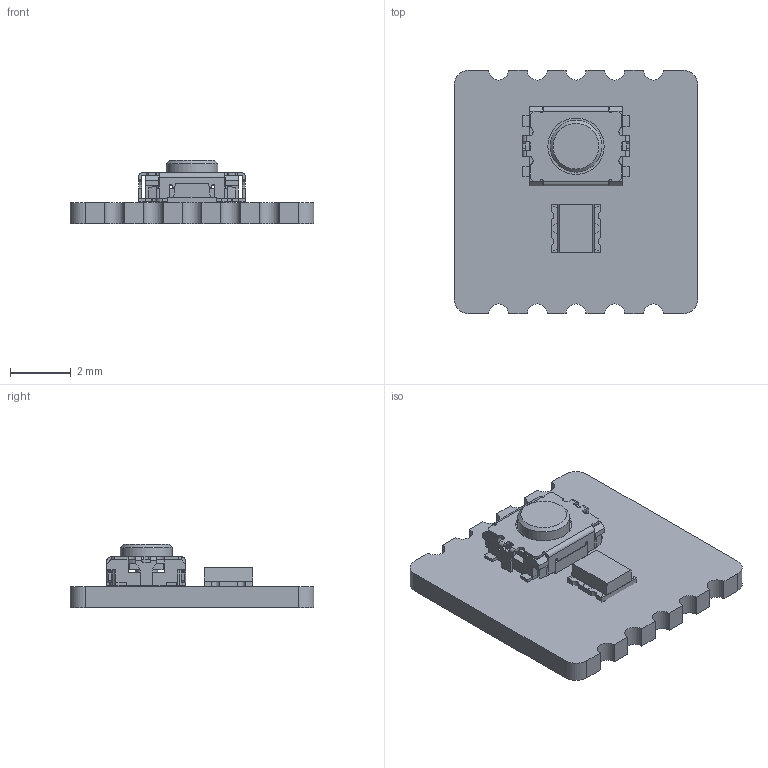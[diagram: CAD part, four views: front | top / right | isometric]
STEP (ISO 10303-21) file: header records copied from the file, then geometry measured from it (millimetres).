
FILE_DESCRIPTION(('KiCad electronic assembly'),'2;1');
FILE_NAME('v3-sub-for-step.step','2023-07-19T14:02:35',('Pcbnew'),( 'Kicad'),'Open CASCADE STEP processor 7.6','KiCad to STEP converter' ,'Unknown');
FILE_SCHEMA(('AUTOMOTIVE_DESIGN { 1 0 10303 214 1 1 1 1 }'));
Length unit declared in the file: millimetre
Products named in the file (6): v3-sub-for-step 1; APTF1616; COMPOUND; 435171014816; _autosave-v3-sub-for-step PCB
Assembly tree (5 placements, depth 3):
  v3-sub-for-step 1
    APTF1616
      COMPOUND
    435171014816
      COMPOUND
    _autosave-v3-sub-for-step PCB
Bounding box: 8 x 8 x 2.07 mm (x, y, z)
Volume: 51.1 mm3; surface area: 228.2 mm2
Topology: 19 solids, 19 shells, 743 faces, 1999 edges, 1321 vertices
Faces by surface type: plane 504, cylinder 122, bspline 116, cone 1
Full cylindrical faces by diameter (mm): 0.2 x1, 0.75 x1, 1.7 x1, 1.85 x1
Entity records: 56549 total; most frequent: CARTESIAN_POINT 14381, DIRECTION 6950, LINE 4977, VECTOR 4977, ORIENTED_EDGE 3994, PCURVE 3994, DEFINITIONAL_REPRESENTATION 3994, EDGE_CURVE 1997
